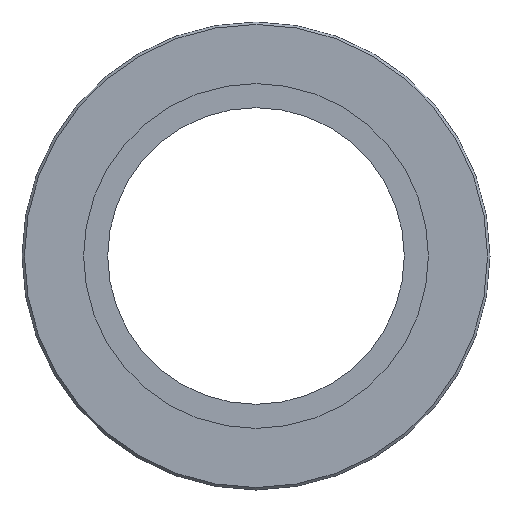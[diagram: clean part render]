
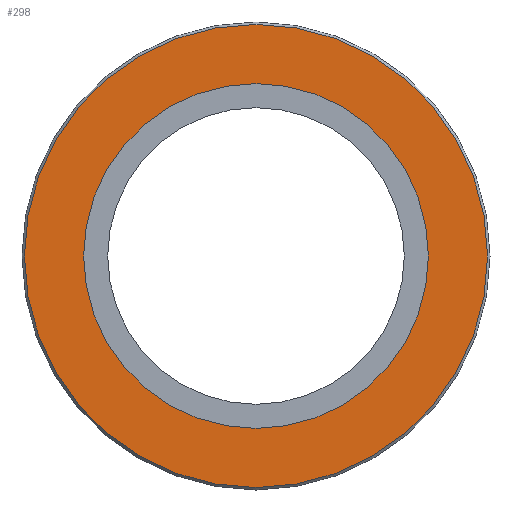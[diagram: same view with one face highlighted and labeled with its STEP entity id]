
A CAD part, front view. The second image highlights one B-rep face of the part: STEP entity #298.
In plain terms, the highlighted planar face has unit normal (0, -1, 0).
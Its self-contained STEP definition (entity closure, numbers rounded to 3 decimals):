
#23=FACE_BOUND('',#54,.T.);
#29=PLANE('',#338);
#36=FACE_OUTER_BOUND('',#53,.T.);
#53=EDGE_LOOP('',(#211));
#54=EDGE_LOOP('',(#212,#213));
#97=CIRCLE('',#337,47.);
#98=CIRCLE('',#339,35.);
#99=CIRCLE('',#340,35.);
#131=VERTEX_POINT('',#505);
#132=VERTEX_POINT('',#509);
#133=VERTEX_POINT('',#510);
#165=EDGE_CURVE('',#131,#131,#97,.T.);
#166=EDGE_CURVE('',#132,#133,#98,.T.);
#167=EDGE_CURVE('',#133,#132,#99,.T.);
#211=ORIENTED_EDGE('',*,*,#165,.F.);
#212=ORIENTED_EDGE('',*,*,#166,.T.);
#213=ORIENTED_EDGE('',*,*,#167,.T.);
#298=ADVANCED_FACE('',(#36,#23),#29,.T.);
#337=AXIS2_PLACEMENT_3D('',#507,#394,#395);
#338=AXIS2_PLACEMENT_3D('',#508,#396,#397);
#339=AXIS2_PLACEMENT_3D('',#511,#398,#399);
#340=AXIS2_PLACEMENT_3D('',#512,#400,#401);
#394=DIRECTION('center_axis',(0.,1.,0.));
#395=DIRECTION('ref_axis',(1.,0.,0.));
#396=DIRECTION('center_axis',(0.,-1.,0.));
#397=DIRECTION('ref_axis',(0.,0.,-1.));
#398=DIRECTION('center_axis',(0.,1.,0.));
#399=DIRECTION('ref_axis',(1.,0.,0.));
#400=DIRECTION('center_axis',(0.,1.,0.));
#401=DIRECTION('ref_axis',(1.,0.,0.));
#505=CARTESIAN_POINT('',(-47.,0.,0.));
#507=CARTESIAN_POINT('Origin',(0.,0.,0.));
#508=CARTESIAN_POINT('Origin',(-47.5,0.,0.));
#509=CARTESIAN_POINT('',(-35.,0.,0.));
#510=CARTESIAN_POINT('',(35.,0.,0.));
#511=CARTESIAN_POINT('Origin',(0.,0.,0.));
#512=CARTESIAN_POINT('Origin',(0.,0.,0.));
